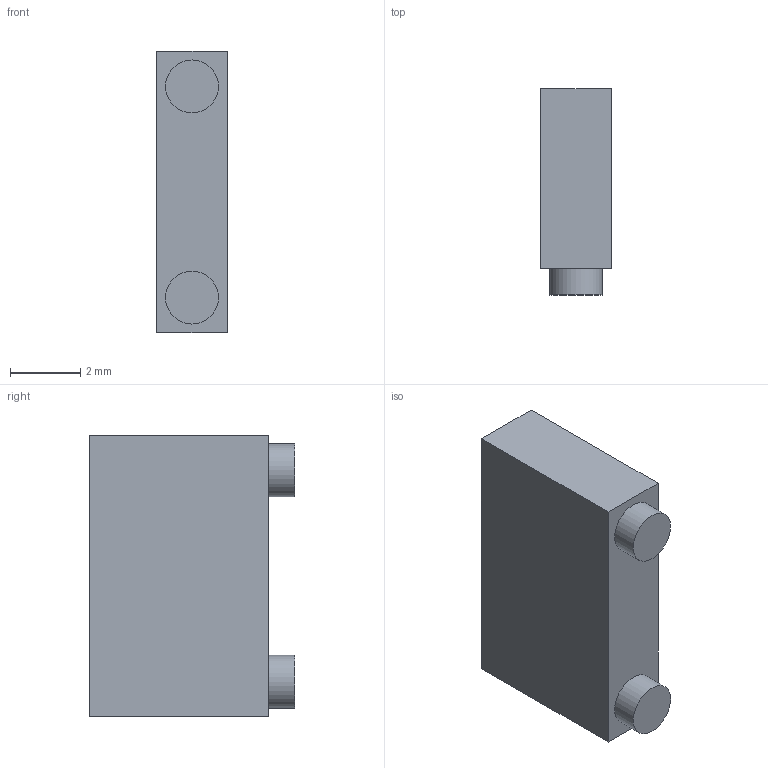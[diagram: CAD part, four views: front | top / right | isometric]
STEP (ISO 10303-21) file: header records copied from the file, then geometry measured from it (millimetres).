
FILE_DESCRIPTION(/* description */ (''),/* implementation_level */ '2;1');
FILE_NAME(/* name */ 'microscope_mirrorcage_mk1.stp',/* time_stamp */ '2022-12-09T19:15:19+01:00',/* author */ ('Rik Ubaghs'),/* organization */ (''),/* preprocessor_version */ 'ST-DEVELOPER v18.1',/* originating_system */ 'Autodesk Inventor 2021',/* authorisation */ '');
FILE_SCHEMA (('AUTOMOTIVE_DESIGN { 1 0 10303 214 3 1 1 }'));
Length unit declared in the file: millimetre
Products named in the file (1): microscope_mirrorcage_mk1
Bounding box: 2 x 5.85 x 8 mm (x, y, z)
Volume: 57.3 mm3; surface area: 148.9 mm2
Topology: 1 solids, 1 shells, 17 faces, 43 edges, 30 vertices
Faces by surface type: plane 15, cylinder 2
Full cylindrical faces by diameter (mm): 1.5 x2
Entity records: 593 total; most frequent: CARTESIAN_POINT 91, DIRECTION 87, ORIENTED_EDGE 86, EDGE_CURVE 43, LINE 35, VECTOR 35, VERTEX_POINT 30, AXIS2_PLACEMENT_3D 26
